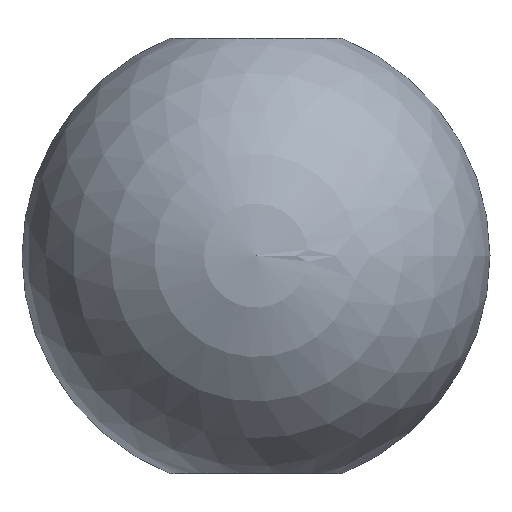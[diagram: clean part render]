
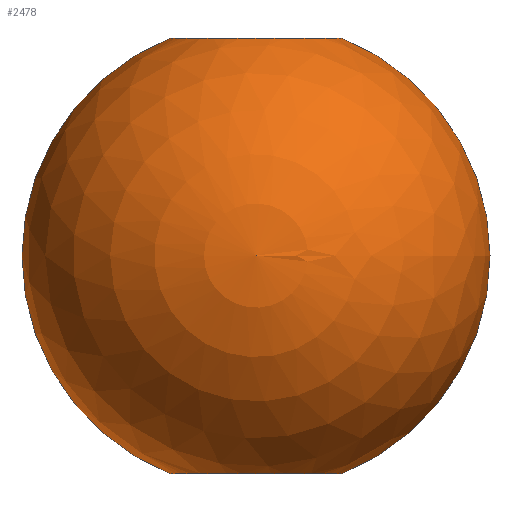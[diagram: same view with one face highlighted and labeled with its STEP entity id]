
A CAD part, top view. The second image highlights one B-rep face of the part: STEP entity #2478.
In plain terms, the highlighted spherical face has radius 20 mm.
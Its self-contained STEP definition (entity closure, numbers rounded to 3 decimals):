
#659 = VERTEX_POINT ( 'NONE', #9518 ) ;
#726 = DIRECTION ( 'NONE',  ( 1., 0., 0. ) ) ;
#807 = EDGE_CURVE ( 'NONE', #5758, #11299, #3544, .T. ) ;
#814 = CARTESIAN_POINT ( 'NONE',  ( 0., 18.608, 0. ) ) ;
#874 = CARTESIAN_POINT ( 'NONE',  ( 0., 18.608, 0. ) ) ;
#1618 = CARTESIAN_POINT ( 'NONE',  ( 0., 0., 0. ) ) ;
#2172 = DIRECTION ( 'NONE',  ( 0., 0., 1. ) ) ;
#2385 = ORIENTED_EDGE ( 'NONE', *, *, #10695, .T. ) ;
#2398 = CARTESIAN_POINT ( 'NONE',  ( 0., 18.608, 7.332 ) ) ;
#2478 = ADVANCED_FACE ( 'NONE', ( #8576 ), #9136, .T. ) ;
#2904 = DIRECTION ( 'NONE',  ( 0., 0., 1. ) ) ;
#2996 = CARTESIAN_POINT ( 'NONE',  ( 0., -18.608, 0. ) ) ;
#3271 = AXIS2_PLACEMENT_3D ( 'NONE', #6246, #7108, #9823 ) ;
#3544 = CIRCLE ( 'NONE', #3271, 20. ) ;
#3748 = EDGE_CURVE ( 'NONE', #6647, #11299, #8139, .T. ) ;
#4205 = CARTESIAN_POINT ( 'NONE',  ( 0., 0., 0. ) ) ;
#4342 = DIRECTION ( 'NONE',  ( 1., 0., 0. ) ) ;
#4595 = CARTESIAN_POINT ( 'NONE',  ( -7.332, 18.608, 0. ) ) ;
#4799 = DIRECTION ( 'NONE',  ( 0., 1., 0. ) ) ;
#5095 = EDGE_CURVE ( 'NONE', #10623, #8973, #8806, .T. ) ;
#5514 = AXIS2_PLACEMENT_3D ( 'NONE', #874, #7196, #9033 ) ;
#5758 = VERTEX_POINT ( 'NONE', #9704 ) ;
#6084 = DIRECTION ( 'NONE',  ( 0., 0., 1. ) ) ;
#6170 = AXIS2_PLACEMENT_3D ( 'NONE', #4205, #6084, #4342 ) ;
#6174 = CARTESIAN_POINT ( 'NONE',  ( 7.332, -18.608, 0. ) ) ;
#6227 = DIRECTION ( 'NONE',  ( 0., 0., -1. ) ) ;
#6246 = CARTESIAN_POINT ( 'NONE',  ( 0., 0., 0. ) ) ;
#6413 = EDGE_CURVE ( 'NONE', #5758, #10623, #9075, .T. ) ;
#6415 = CARTESIAN_POINT ( 'NONE',  ( 0., -18.608, 0. ) ) ;
#6647 = VERTEX_POINT ( 'NONE', #2398 ) ;
#6980 = DIRECTION ( 'NONE',  ( 0., -1., 0. ) ) ;
#7108 = DIRECTION ( 'NONE',  ( 0., 0., -1. ) ) ;
#7196 = DIRECTION ( 'NONE',  ( 0., -1., 0. ) ) ;
#7430 = ORIENTED_EDGE ( 'NONE', *, *, #10417, .T. ) ;
#7770 = CIRCLE ( 'NONE', #10536, 7.332 ) ;
#7794 = AXIS2_PLACEMENT_3D ( 'NONE', #1618, #11513, #726 ) ;
#7795 = ORIENTED_EDGE ( 'NONE', *, *, #6413, .T. ) ;
#8019 = EDGE_LOOP ( 'NONE', ( #10043, #7795, #9956, #2385, #7430, #10134 ) ) ;
#8139 = CIRCLE ( 'NONE', #5514, 7.332 ) ;
#8187 = AXIS2_PLACEMENT_3D ( 'NONE', #2996, #4799, #2172 ) ;
#8576 = FACE_OUTER_BOUND ( 'NONE', #8019, .T. ) ;
#8806 = CIRCLE ( 'NONE', #11221, 7.332 ) ;
#8973 = VERTEX_POINT ( 'NONE', #6174 ) ;
#9033 = DIRECTION ( 'NONE',  ( 0., 0., -1. ) ) ;
#9075 = CIRCLE ( 'NONE', #8187, 7.332 ) ;
#9136 = SPHERICAL_SURFACE ( 'NONE', #7794, 20. ) ;
#9518 = CARTESIAN_POINT ( 'NONE',  ( 7.332, 18.608, 0. ) ) ;
#9704 = CARTESIAN_POINT ( 'NONE',  ( -7.332, -18.608, 0. ) ) ;
#9823 = DIRECTION ( 'NONE',  ( -1., 0., 0. ) ) ;
#9956 = ORIENTED_EDGE ( 'NONE', *, *, #5095, .T. ) ;
#10043 = ORIENTED_EDGE ( 'NONE', *, *, #807, .F. ) ;
#10134 = ORIENTED_EDGE ( 'NONE', *, *, #3748, .T. ) ;
#10417 = EDGE_CURVE ( 'NONE', #659, #6647, #7770, .T. ) ;
#10521 = CARTESIAN_POINT ( 'NONE',  ( 0., -18.608, 7.332 ) ) ;
#10536 = AXIS2_PLACEMENT_3D ( 'NONE', #814, #6980, #6227 ) ;
#10572 = CIRCLE ( 'NONE', #6170, 20. ) ;
#10623 = VERTEX_POINT ( 'NONE', #10521 ) ;
#10695 = EDGE_CURVE ( 'NONE', #8973, #659, #10572, .T. ) ;
#10843 = DIRECTION ( 'NONE',  ( 0., 1., 0. ) ) ;
#11221 = AXIS2_PLACEMENT_3D ( 'NONE', #6415, #10843, #2904 ) ;
#11299 = VERTEX_POINT ( 'NONE', #4595 ) ;
#11513 = DIRECTION ( 'NONE',  ( 0., 0., -1. ) ) ;
